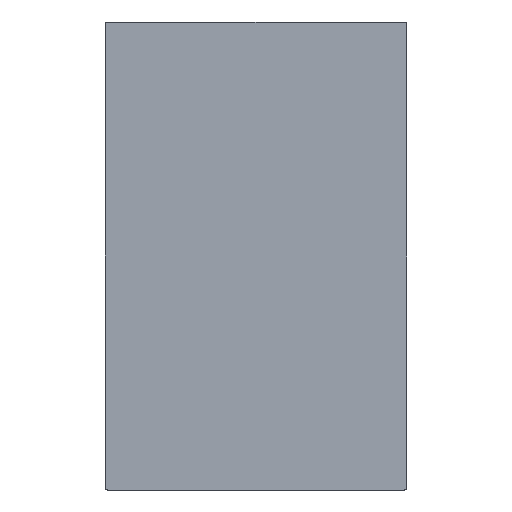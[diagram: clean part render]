
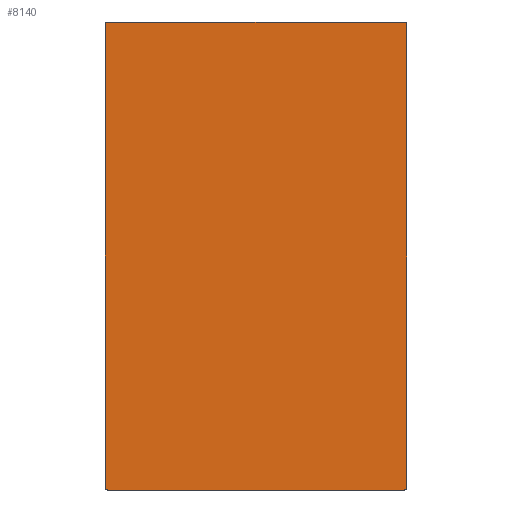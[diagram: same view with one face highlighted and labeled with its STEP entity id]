
A CAD part, front view. The second image highlights one B-rep face of the part: STEP entity #8140.
In plain terms, the highlighted planar face has unit normal (0, -1, 0).
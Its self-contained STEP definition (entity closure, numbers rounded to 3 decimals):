
#1=CARTESIAN_POINT('',(-28.5,0.,-44.5));
#2=DIRECTION('',(0.,-1.,0.));
#3=DIRECTION('',(-1.,0.,0.));
#4=AXIS2_PLACEMENT_3D('',#1,#2,#3);
#6=DIRECTION('',(0.,0.,1.));
#7=VECTOR('',#6,89.);
#8=CARTESIAN_POINT('',(-29.,0.,-44.5));
#9=LINE('',#8,#7);
#10=CARTESIAN_POINT('',(-28.5,0.,44.5));
#11=DIRECTION('',(0.,-1.,0.));
#12=DIRECTION('',(0.,0.,1.));
#13=AXIS2_PLACEMENT_3D('',#10,#11,#12);
#15=DIRECTION('',(1.,0.,0.));
#16=VECTOR('',#15,57.);
#17=CARTESIAN_POINT('',(-28.5,0.,45.));
#18=LINE('',#17,#16);
#19=CARTESIAN_POINT('',(28.5,0.,44.5));
#20=DIRECTION('',(0.,-1.,0.));
#21=DIRECTION('',(1.,0.,0.));
#22=AXIS2_PLACEMENT_3D('',#19,#20,#21);
#24=DIRECTION('',(0.,0.,-1.));
#25=VECTOR('',#24,89.);
#26=CARTESIAN_POINT('',(29.,0.,44.5));
#27=LINE('',#26,#25);
#28=CARTESIAN_POINT('',(28.5,0.,-44.5));
#29=DIRECTION('',(0.,-1.,0.));
#30=DIRECTION('',(0.,0.,-1.));
#31=AXIS2_PLACEMENT_3D('',#28,#29,#30);
#33=DIRECTION('',(-1.,0.,0.));
#34=VECTOR('',#33,57.);
#35=CARTESIAN_POINT('',(28.5,0.,-45.));
#36=LINE('',#35,#34);
#6265=CARTESIAN_POINT('',(-29.,0.,-44.5));
#6266=CARTESIAN_POINT('',(-28.5,0.,-45.));
#6267=VERTEX_POINT('',#6265);
#6268=VERTEX_POINT('',#6266);
#6273=CARTESIAN_POINT('',(-28.5,0.,45.));
#6274=CARTESIAN_POINT('',(-29.,0.,44.5));
#6275=VERTEX_POINT('',#6273);
#6276=VERTEX_POINT('',#6274);
#6281=CARTESIAN_POINT('',(29.,0.,44.5));
#6282=CARTESIAN_POINT('',(28.5,0.,45.));
#6283=VERTEX_POINT('',#6281);
#6284=VERTEX_POINT('',#6282);
#6315=CARTESIAN_POINT('',(28.5,0.,-45.));
#6316=CARTESIAN_POINT('',(29.,0.,-44.5));
#6317=VERTEX_POINT('',#6315);
#6318=VERTEX_POINT('',#6316);
#8117=CARTESIAN_POINT('',(0.,0.,0.));
#8118=DIRECTION('',(0.,1.,0.));
#8119=DIRECTION('',(1.,0.,0.));
#8120=AXIS2_PLACEMENT_3D('',#8117,#8118,#8119);
#8121=PLANE('',#8120);
#8123=ORIENTED_EDGE('',*,*,#8122,.F.);
#8125=ORIENTED_EDGE('',*,*,#8124,.T.);
#8127=ORIENTED_EDGE('',*,*,#8126,.F.);
#8129=ORIENTED_EDGE('',*,*,#8128,.T.);
#8131=ORIENTED_EDGE('',*,*,#8130,.F.);
#8133=ORIENTED_EDGE('',*,*,#8132,.T.);
#8135=ORIENTED_EDGE('',*,*,#8134,.F.);
#8137=ORIENTED_EDGE('',*,*,#8136,.T.);
#8138=EDGE_LOOP('',(#8123,#8125,#8127,#8129,#8131,#8133,#8135,#8137));
#8139=FACE_OUTER_BOUND('',#8138,.F.);
#8140=ADVANCED_FACE('',(#8139),#8121,.F.);
#5=CIRCLE('',#4,0.5);
#14=CIRCLE('',#13,0.5);
#23=CIRCLE('',#22,0.5);
#32=CIRCLE('',#31,0.5);
#8122=EDGE_CURVE('',#6267,#6268,#5,.T.);
#8124=EDGE_CURVE('',#6267,#6276,#9,.T.);
#8126=EDGE_CURVE('',#6275,#6276,#14,.T.);
#8128=EDGE_CURVE('',#6275,#6284,#18,.T.);
#8130=EDGE_CURVE('',#6283,#6284,#23,.T.);
#8132=EDGE_CURVE('',#6283,#6318,#27,.T.);
#8134=EDGE_CURVE('',#6317,#6318,#32,.T.);
#8136=EDGE_CURVE('',#6317,#6268,#36,.T.);
